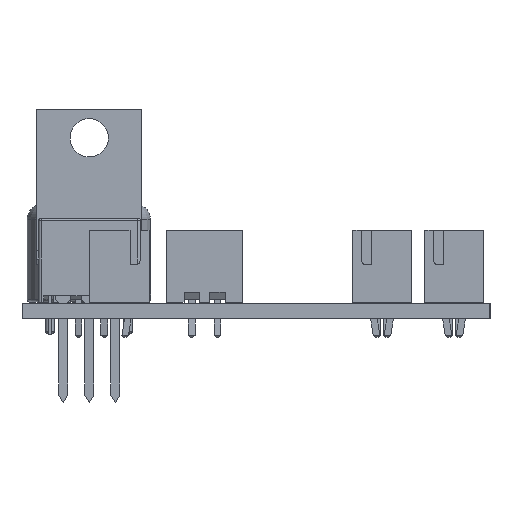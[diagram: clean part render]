
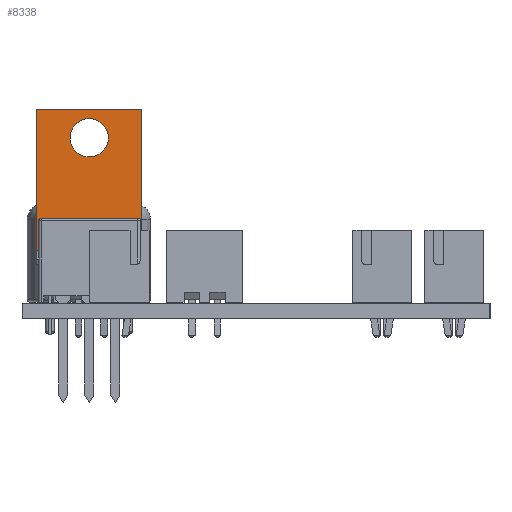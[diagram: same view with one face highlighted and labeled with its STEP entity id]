
A CAD part, left-side view. The second image highlights one B-rep face of the part: STEP entity #8338.
In plain terms, the highlighted face is planar.
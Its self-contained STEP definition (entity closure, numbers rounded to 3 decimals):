
#7783 = VERTEX_POINT('',#7784);
#7784 = CARTESIAN_POINT('',(-2.575,3.16,18.775));
#7790 = EDGE_CURVE('',#7791,#7783,#7793,.T.);
#7791 = VERTEX_POINT('',#7792);
#7792 = CARTESIAN_POINT('',(-2.575,3.16,5.));
#7793 = LINE('',#7794,#7795);
#7794 = CARTESIAN_POINT('',(-2.575,3.16,5.));
#7795 = VECTOR('',#7796,1.);
#7796 = DIRECTION('',(0.,0.,1.));
#7849 = VERTEX_POINT('',#7850);
#7850 = CARTESIAN_POINT('',(7.655,3.16,5.));
#7856 = EDGE_CURVE('',#7849,#7857,#7859,.T.);
#7857 = VERTEX_POINT('',#7858);
#7858 = CARTESIAN_POINT('',(7.655,3.16,18.775));
#7859 = LINE('',#7860,#7861);
#7860 = CARTESIAN_POINT('',(7.655,3.16,5.));
#7861 = VECTOR('',#7862,1.);
#7862 = DIRECTION('',(0.,0.,1.));
#7881 = EDGE_CURVE('',#7791,#7849,#7882,.T.);
#7882 = LINE('',#7883,#7884);
#7883 = CARTESIAN_POINT('',(-2.575,3.16,5.));
#7884 = VECTOR('',#7885,1.);
#7885 = DIRECTION('',(1.,0.,0.));
#8338 = ADVANCED_FACE('',(#8339,#8350),#8361,.T.);
#8339 = FACE_BOUND('',#8340,.T.);
#8340 = EDGE_LOOP('',(#8341,#8342,#8348,#8349));
#8341 = ORIENTED_EDGE('',*,*,#7790,.T.);
#8342 = ORIENTED_EDGE('',*,*,#8343,.T.);
#8343 = EDGE_CURVE('',#7783,#7857,#8344,.T.);
#8344 = LINE('',#8345,#8346);
#8345 = CARTESIAN_POINT('',(-2.575,3.16,18.775));
#8346 = VECTOR('',#8347,1.);
#8347 = DIRECTION('',(1.,0.,0.));
#8348 = ORIENTED_EDGE('',*,*,#7856,.F.);
#8349 = ORIENTED_EDGE('',*,*,#7881,.F.);
#8350 = FACE_BOUND('',#8351,.T.);
#8351 = EDGE_LOOP('',(#8352));
#8352 = ORIENTED_EDGE('',*,*,#8353,.T.);
#8353 = EDGE_CURVE('',#8354,#8354,#8356,.T.);
#8354 = VERTEX_POINT('',#8355);
#8355 = CARTESIAN_POINT('',(4.408,3.16,16.005));
#8356 = CIRCLE('',#8357,1.868);
#8357 = AXIS2_PLACEMENT_3D('',#8358,#8359,#8360);
#8358 = CARTESIAN_POINT('',(2.54,3.16,16.005));
#8359 = DIRECTION('',(0.,-1.,0.));
#8360 = DIRECTION('',(1.,0.,0.));
#8361 = PLANE('',#8362);
#8362 = AXIS2_PLACEMENT_3D('',#8363,#8364,#8365);
#8363 = CARTESIAN_POINT('',(-2.575,3.16,5.));
#8364 = DIRECTION('',(0.,1.,0.));
#8365 = DIRECTION('',(1.,0.,0.));
